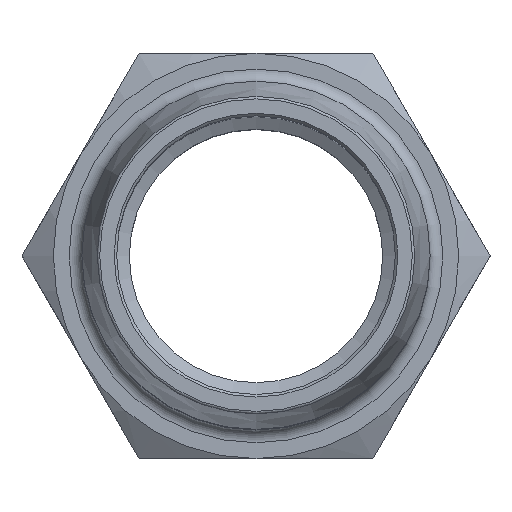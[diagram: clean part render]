
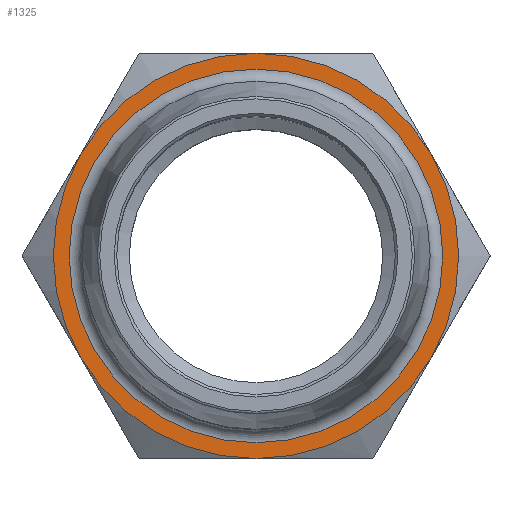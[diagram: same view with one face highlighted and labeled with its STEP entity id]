
A CAD part, top view. The second image highlights one B-rep face of the part: STEP entity #1325.
In plain terms, the highlighted planar face has unit normal (0, 0, 1).
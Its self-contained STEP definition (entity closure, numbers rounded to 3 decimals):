
#627=ORIENTED_EDGE('',*,*,#792,.F.);
#628=ORIENTED_EDGE('',*,*,#793,.F.);
#629=ORIENTED_EDGE('',*,*,#790,.F.);
#630=ORIENTED_EDGE('',*,*,#794,.F.);
#631=ORIENTED_EDGE('',*,*,#795,.F.);
#632=ORIENTED_EDGE('',*,*,#796,.F.);
#633=ORIENTED_EDGE('',*,*,#797,.F.);
#712=CIRCLE('',#1247,16.);
#713=CIRCLE('',#1250,16.);
#714=CIRCLE('',#1251,16.);
#715=CIRCLE('',#1252,16.);
#716=CIRCLE('',#1253,16.);
#717=CIRCLE('',#1254,16.);
#718=CIRCLE('',#1255,14.75);
#747=VERTEX_POINT('',#1136);
#749=VERTEX_POINT('',#1143);
#750=VERTEX_POINT('',#1147);
#751=VERTEX_POINT('',#1148);
#752=VERTEX_POINT('',#1151);
#753=VERTEX_POINT('',#1153);
#754=VERTEX_POINT('',#1156);
#790=EDGE_CURVE('',#749,#747,#712,.T.);
#792=EDGE_CURVE('',#750,#751,#713,.T.);
#793=EDGE_CURVE('',#747,#750,#714,.T.);
#794=EDGE_CURVE('',#752,#749,#715,.T.);
#795=EDGE_CURVE('',#753,#752,#716,.T.);
#796=EDGE_CURVE('',#751,#753,#717,.T.);
#797=EDGE_CURVE('',#754,#754,#718,.T.);
#840=EDGE_LOOP('',(#627,#628,#629,#630,#631,#632));
#841=EDGE_LOOP('',(#633));
#898=FACE_BOUND('',#840,.T.);
#899=FACE_BOUND('',#841,.T.);
#982=DIRECTION('',(0.,0.,-1.));
#983=DIRECTION('',(0.,-16.,0.));
#986=DIRECTION('',(0.,0.,1.));
#987=DIRECTION('',(0.,-1.,0.));
#988=DIRECTION('',(0.,0.,-1.));
#989=DIRECTION('',(0.,-16.,0.));
#990=DIRECTION('',(0.,0.,-1.));
#991=DIRECTION('',(0.,-16.,0.));
#992=DIRECTION('',(0.,0.,-1.));
#993=DIRECTION('',(0.,-16.,0.));
#994=DIRECTION('',(0.,0.,-1.));
#995=DIRECTION('',(0.,-16.,0.));
#996=DIRECTION('',(0.,0.,-1.));
#997=DIRECTION('',(0.,-16.,0.));
#998=DIRECTION('',(0.,0.,1.));
#999=DIRECTION('',(0.,-14.75,0.));
#1136=CARTESIAN_POINT('',(21.437,-8.,20.114));
#1143=CARTESIAN_POINT('',(21.437,8.,20.114));
#1144=CARTESIAN_POINT('',(7.58,0.,20.114));
#1146=CARTESIAN_POINT('',(7.58,-16.,20.114));
#1147=CARTESIAN_POINT('',(7.58,-16.,20.114));
#1148=CARTESIAN_POINT('',(-6.276,-8.,20.114));
#1149=CARTESIAN_POINT('',(7.58,0.,20.114));
#1150=CARTESIAN_POINT('',(7.58,0.,20.114));
#1151=CARTESIAN_POINT('',(7.58,16.,20.114));
#1152=CARTESIAN_POINT('',(7.58,0.,20.114));
#1153=CARTESIAN_POINT('',(-6.276,8.,20.114));
#1154=CARTESIAN_POINT('',(7.58,0.,20.114));
#1155=CARTESIAN_POINT('',(7.58,0.,20.114));
#1156=CARTESIAN_POINT('',(7.58,-14.75,20.114));
#1157=CARTESIAN_POINT('',(7.58,0.,20.114));
#1247=AXIS2_PLACEMENT_3D('',#1144,#982,#983);
#1249=AXIS2_PLACEMENT_3D('',#1146,#986,#987);
#1250=AXIS2_PLACEMENT_3D('',#1149,#988,#989);
#1251=AXIS2_PLACEMENT_3D('',#1150,#990,#991);
#1252=AXIS2_PLACEMENT_3D('',#1152,#992,#993);
#1253=AXIS2_PLACEMENT_3D('',#1154,#994,#995);
#1254=AXIS2_PLACEMENT_3D('',#1155,#996,#997);
#1255=AXIS2_PLACEMENT_3D('',#1157,#998,#999);
#1310=PLANE('',#1249);
#1325=ADVANCED_FACE('',(#898,#899),#1310,.T.);
